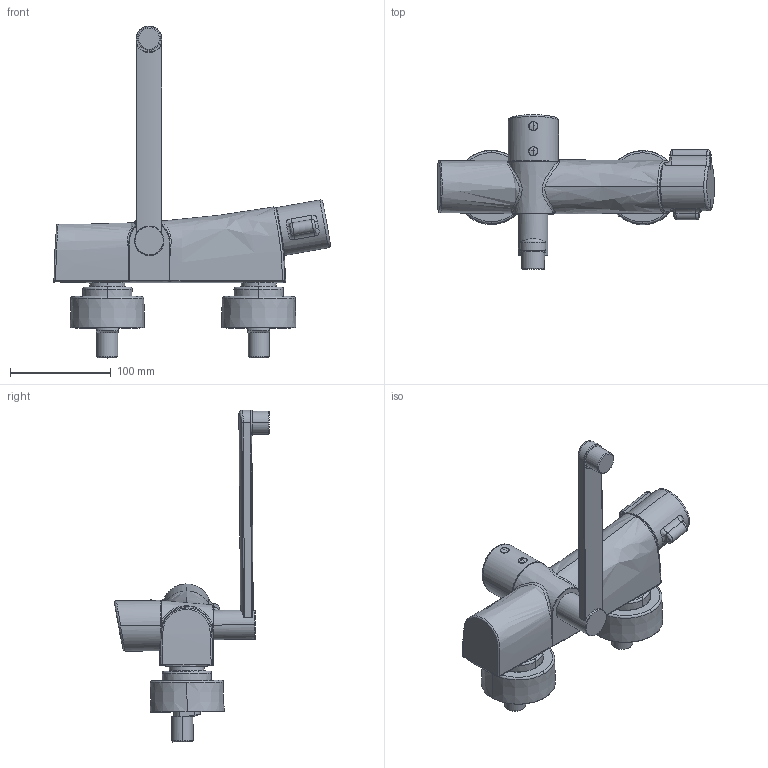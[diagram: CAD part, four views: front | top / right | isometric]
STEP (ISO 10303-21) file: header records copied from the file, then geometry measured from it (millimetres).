
FILE_DESCRIPTION (( 'STEP AP203' ), '1' );
FILE_NAME ('5672U(2020)+08866202(2020).STEP', '2020-04-06T07:07:48', ( '' ), ( '' ), 'SwSTEP 2.0', 'SolidWorks 2016', '' );
FILE_SCHEMA (( 'CONFIG_CONTROL_DESIGN' ));
Length unit declared in the file: millimetre
Products named in the file (1): 5672U(2020)+08866202(2020)
Bounding box: 274.27 x 153.48 x 328.92 mm (x, y, z)
Volume: 1185198.3 mm3; surface area: 151272.7 mm2
Topology: 1 solids, 1 shells, 367 faces, 932 edges, 570 vertices
Faces by surface type: bspline 122, cylinder 78, plane 67, torus 52, cone 45, sphere 3
Entity records: 26402 total; most frequent: CARTESIAN_POINT 18599, ORIENTED_EDGE 1836, DIRECTION 1307, EDGE_CURVE 918, VERTEX_POINT 570, AXIS2_PLACEMENT_3D 564, B_SPLINE_CURVE_WITH_KNOTS 414, EDGE_LOOP 392
